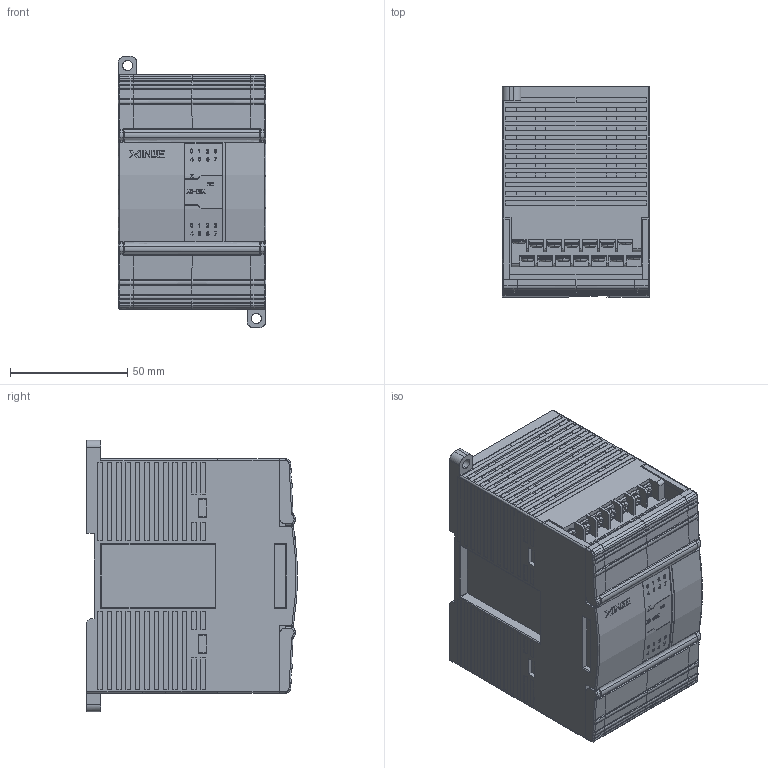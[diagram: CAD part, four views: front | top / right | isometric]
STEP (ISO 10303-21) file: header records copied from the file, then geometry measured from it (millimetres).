
FILE_DESCRIPTION(/* description */ (''),/* implementation_level */ '2;1');
FILE_NAME(/* name */ 'XD-E8PX',/* time_stamp */ '2022-12-05T08:51:24+08:00',/* author */ (''),/* organization */ (''),/* preprocessor_version */ 'ST-DEVELOPER v16.5',/* originating_system */ '',/* authorisation */ '');
FILE_SCHEMA (('CONFIG_CONTROL_DESIGN'));
Products named in the file (1): Document
Bounding box: 63.05 x 89.81 x 116 mm (x, y, z)
Volume: 483804 mm3; surface area: 91067.2 mm2
Topology: 1 solids, 35 shells, 3317 faces, 9162 edges, 6085 vertices
Faces by surface type: plane 2621, bspline 357, cylinder 339
Entity records: 114690 total; most frequent: CARTESIAN_POINT 53602, ORIENTED_EDGE 18036, EDGE_CURVE 9162, B_SPLINE_CURVE_WITH_KNOTS 8040, VERTEX_POINT 6085, EDGE_LOOP 3630, ADVANCED_FACE 3317, FACE_OUTER_BOUND 3317
